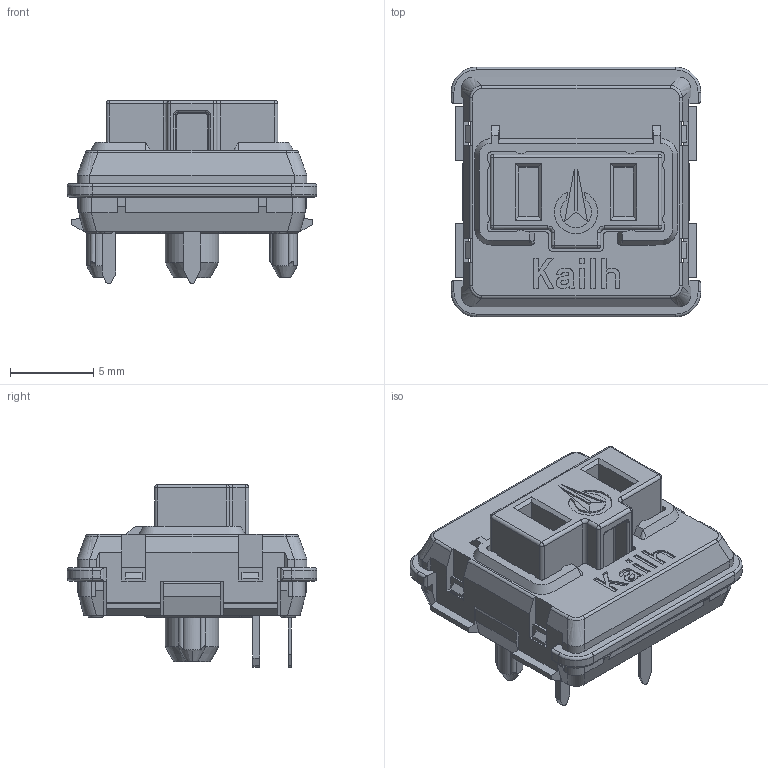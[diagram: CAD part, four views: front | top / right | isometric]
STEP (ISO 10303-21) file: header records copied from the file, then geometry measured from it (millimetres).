
FILE_DESCRIPTION(/* description */ ('STEP AP242','CAx-IF Rec.Pracs.---Representation and Presentation of Product Manufacturing Information (PMI)---4.0---2014-10-13','CAx-IF Rec.Pracs.---3D Tessellated Geometry---0.4---2014-09-14','2;1'),/* implementation_level */ '2;1');
FILE_NAME(/* name */ '6430ea168afc76164608e847',/* time_stamp */ '2023-04-08T04:14:14+00:00',/* author */ (''),/* organization */ (''),/* preprocessor_version */ 'ST-DEVELOPER v18.102',/* originating_system */ ' ',/* authorisation */ ' ');
FILE_SCHEMA (('AP242_MANAGED_MODEL_BASED_3D_ENGINEERING_MIM_LF { 1 0 10303 442 1 1 4 }'));
Length unit declared in the file: metre
Products named in the file (6): kailh CPG135001D03; kailh CPG135001D03 - top; kailh CPG135001D03 - pin 1; kailh CPG135001D03 - bottom; kailh CPG135001D03 - switch; kailh CPG135001D03 - pin 2
Assembly tree (5 placements, depth 2):
  kailh CPG135001D03
    kailh CPG135001D03 - top
    kailh CPG135001D03 - pin 1
    kailh CPG135001D03 - bottom
    kailh CPG135001D03 - switch
    kailh CPG135001D03 - pin 2
Bounding box: 15 x 15 x 11 mm (x, y, z)
Volume: 942.1 mm3; surface area: 1552.1 mm2
Topology: 5 solids, 5 shells, 491 faces, 1317 edges, 841 vertices
Faces by surface type: plane 330, cylinder 101, bspline 22, cone 18, torus 14, sphere 6
Entity records: 15986 total; most frequent: CARTESIAN_POINT 3631, ORIENTED_EDGE 2630, DIRECTION 2398, EDGE_CURVE 1315, LINE 1010, VECTOR 1010, VERTEX_POINT 841, AXIS2_PLACEMENT_3D 694
